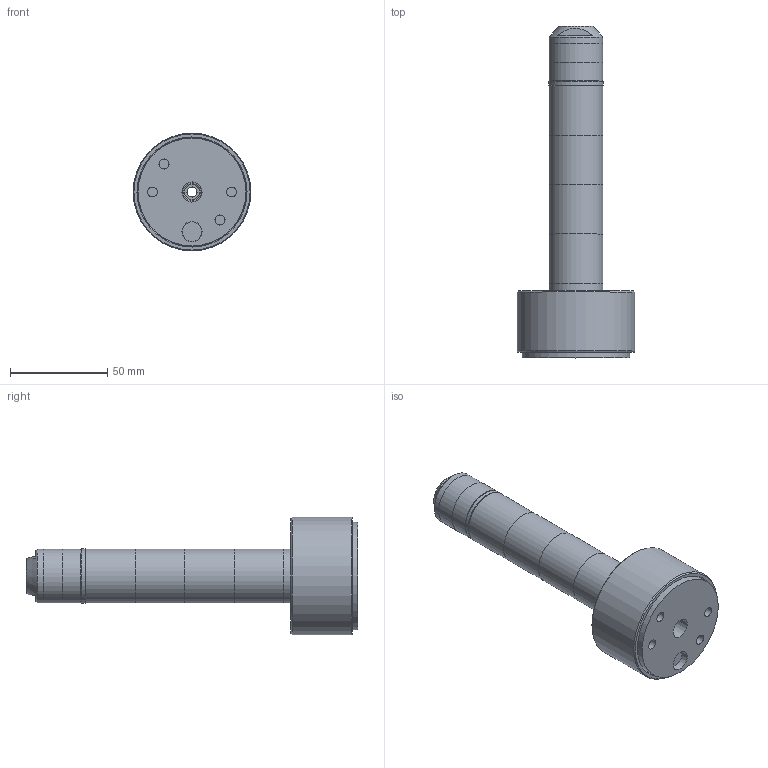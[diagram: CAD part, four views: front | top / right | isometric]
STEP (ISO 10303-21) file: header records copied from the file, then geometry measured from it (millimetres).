
FILE_DESCRIPTION (( 'STEP AP214' ), '1' );
FILE_NAME ('CTSC-001716.STEP', '2026-01-30T18:57:23', ( '' ), ( '' ), 'SwSTEP 2.0', 'SolidWorks 2023', '' );
FILE_SCHEMA (( 'AUTOMOTIVE_DESIGN' ));
Length unit declared in the file: millimetre
Products named in the file (1): CTSC-001716
Bounding box: 60.45 x 170.33 x 60.45 mm (x, y, z)
Volume: 172583.3 mm3; surface area: 47058.3 mm2
Topology: 10 solids, 10 shells, 86 faces, 148 edges, 97 vertices
Faces by surface type: plane 41, cylinder 32, cone 8, torus 5
Full cylindrical faces by diameter (mm): 5.105 x2, 5.156 x1, 5.16 x2, 7.937 x1, 8.611 x1, 10.716 x1, 12.7 x1, 13.437 x1, 13.462 x2, 13.741 x6, 16.51 x1, 16.789 x1, 27.686 x5, 27.737 x4, 55.321 x1, 55.575 x1, 60.452 x1
Entity records: 2650 total; most frequent: CARTESIAN_POINT 351, DIRECTION 350, ORIENTED_EDGE 198, AXIS2_PLACEMENT_3D 170, EDGE_LOOP 164, FACE_OUTER_BOUND 121, EDGE_CURVE 99, VERTEX_POINT 91
